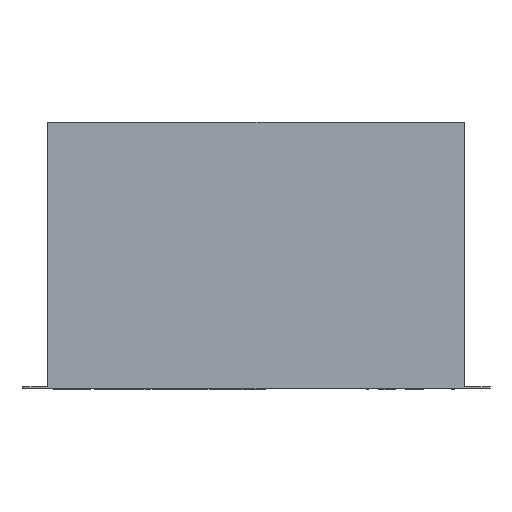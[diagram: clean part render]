
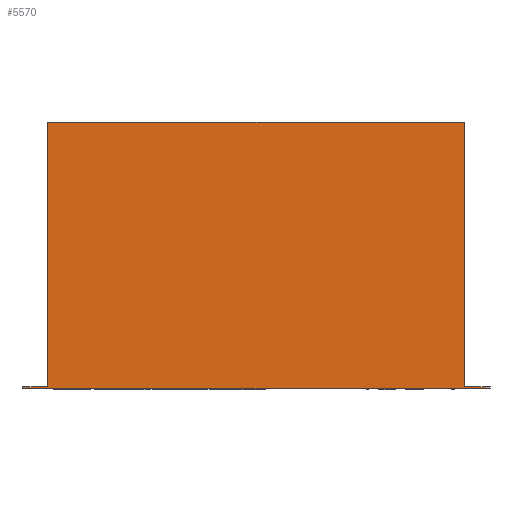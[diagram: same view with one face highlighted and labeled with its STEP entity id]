
A CAD part, front view. The second image highlights one B-rep face of the part: STEP entity #5570.
In plain terms, the highlighted planar face has unit normal (0, -1, 0).
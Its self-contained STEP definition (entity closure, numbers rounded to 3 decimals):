
#38 = ORIENTED_EDGE ( 'NONE', *, *, #3845, .T. ) ;
#117 = VECTOR ( 'NONE', #7345, 1000. ) ;
#136 = VECTOR ( 'NONE', #2841, 1000. ) ;
#140 = VERTEX_POINT ( 'NONE', #7137 ) ;
#267 = VECTOR ( 'NONE', #3836, 1000. ) ;
#363 = LINE ( 'NONE', #6626, #8608 ) ;
#409 = LINE ( 'NONE', #1998, #136 ) ;
#558 = DIRECTION ( 'NONE',  ( 0., 0., 1. ) ) ;
#724 = ORIENTED_EDGE ( 'NONE', *, *, #1151, .F. ) ;
#1098 = LINE ( 'NONE', #4305, #10290 ) ;
#1136 = DIRECTION ( 'NONE',  ( 0., 0., -1. ) ) ;
#1151 = EDGE_CURVE ( 'NONE', #9827, #4958, #363, .T. ) ;
#1225 = EDGE_CURVE ( 'NONE', #3545, #10123, #1098, .T. ) ;
#1502 = PLANE ( 'NONE',  #2820 ) ;
#1702 = DIRECTION ( 'NONE',  ( 1., 0., 0. ) ) ;
#1731 = CARTESIAN_POINT ( 'NONE',  ( 0., 0., 275. ) ) ;
#1998 = CARTESIAN_POINT ( 'NONE',  ( -22.3, 0., 2. ) ) ;
#2757 = DIRECTION ( 'NONE',  ( -1., 0., 0. ) ) ;
#2772 = CARTESIAN_POINT ( 'NONE',  ( 430., 0., 2. ) ) ;
#2820 = AXIS2_PLACEMENT_3D ( 'NONE', #7823, #7777, #558 ) ;
#2841 = DIRECTION ( 'NONE',  ( -1., 0., 0. ) ) ;
#3058 = LINE ( 'NONE', #7844, #267 ) ;
#3188 = CARTESIAN_POINT ( 'NONE',  ( 430., 0., 275. ) ) ;
#3213 = EDGE_CURVE ( 'NONE', #140, #3545, #3058, .T. ) ;
#3300 = ORIENTED_EDGE ( 'NONE', *, *, #6927, .T. ) ;
#3485 = LINE ( 'NONE', #6116, #9533 ) ;
#3536 = VECTOR ( 'NONE', #1702, 1000. ) ;
#3545 = VERTEX_POINT ( 'NONE', #9257 ) ;
#3755 = CARTESIAN_POINT ( 'NONE',  ( 452.3, 0., 0. ) ) ;
#3795 = VERTEX_POINT ( 'NONE', #8328 ) ;
#3836 = DIRECTION ( 'NONE',  ( 0., 0., -1. ) ) ;
#3845 = EDGE_CURVE ( 'NONE', #9986, #4958, #3485, .T. ) ;
#4286 = LINE ( 'NONE', #5082, #8892 ) ;
#4305 = CARTESIAN_POINT ( 'NONE',  ( 0., 0., 0. ) ) ;
#4573 = EDGE_CURVE ( 'NONE', #3795, #140, #409, .T. ) ;
#4608 = FACE_OUTER_BOUND ( 'NONE', #7181, .T. ) ;
#4958 = VERTEX_POINT ( 'NONE', #2772 ) ;
#5082 = CARTESIAN_POINT ( 'NONE',  ( 0., 0., 275. ) ) ;
#5208 = EDGE_CURVE ( 'NONE', #9986, #10123, #7188, .T. ) ;
#5484 = ORIENTED_EDGE ( 'NONE', *, *, #5208, .F. ) ;
#5526 = ORIENTED_EDGE ( 'NONE', *, *, #1225, .T. ) ;
#5570 = ADVANCED_FACE ( 'NONE', ( #4608 ), #1502, .F. ) ;
#6116 = CARTESIAN_POINT ( 'NONE',  ( 430., 0., 2. ) ) ;
#6626 = CARTESIAN_POINT ( 'NONE',  ( 430., 0., 275. ) ) ;
#6927 = EDGE_CURVE ( 'NONE', #8011, #3795, #4286, .T. ) ;
#7137 = CARTESIAN_POINT ( 'NONE',  ( -22.3, 0., 2. ) ) ;
#7181 = EDGE_LOOP ( 'NONE', ( #5526, #5484, #38, #724, #9985, #3300, #9274, #10226 ) ) ;
#7188 = LINE ( 'NONE', #8085, #117 ) ;
#7345 = DIRECTION ( 'NONE',  ( 0., 0., -1. ) ) ;
#7777 = DIRECTION ( 'NONE',  ( 0., 1., 0. ) ) ;
#7823 = CARTESIAN_POINT ( 'NONE',  ( 0., 0., 275. ) ) ;
#7844 = CARTESIAN_POINT ( 'NONE',  ( -22.3, 0., 2. ) ) ;
#8011 = VERTEX_POINT ( 'NONE', #1731 ) ;
#8085 = CARTESIAN_POINT ( 'NONE',  ( 452.3, 0., 2. ) ) ;
#8328 = CARTESIAN_POINT ( 'NONE',  ( 0., 0., 2. ) ) ;
#8421 = DIRECTION ( 'NONE',  ( 0., 0., -1. ) ) ;
#8608 = VECTOR ( 'NONE', #8421, 1000. ) ;
#8892 = VECTOR ( 'NONE', #1136, 1000. ) ;
#8913 = CARTESIAN_POINT ( 'NONE',  ( 0., 0., 275. ) ) ;
#8999 = EDGE_CURVE ( 'NONE', #8011, #9827, #9107, .T. ) ;
#9107 = LINE ( 'NONE', #8913, #3536 ) ;
#9257 = CARTESIAN_POINT ( 'NONE',  ( -22.3, 0., 0. ) ) ;
#9274 = ORIENTED_EDGE ( 'NONE', *, *, #4573, .T. ) ;
#9533 = VECTOR ( 'NONE', #2757, 1000. ) ;
#9827 = VERTEX_POINT ( 'NONE', #3188 ) ;
#9985 = ORIENTED_EDGE ( 'NONE', *, *, #8999, .F. ) ;
#9986 = VERTEX_POINT ( 'NONE', #10018 ) ;
#9995 = DIRECTION ( 'NONE',  ( 1., 0., 0. ) ) ;
#10018 = CARTESIAN_POINT ( 'NONE',  ( 452.3, 0., 2. ) ) ;
#10123 = VERTEX_POINT ( 'NONE', #3755 ) ;
#10226 = ORIENTED_EDGE ( 'NONE', *, *, #3213, .T. ) ;
#10290 = VECTOR ( 'NONE', #9995, 1000. ) ;
